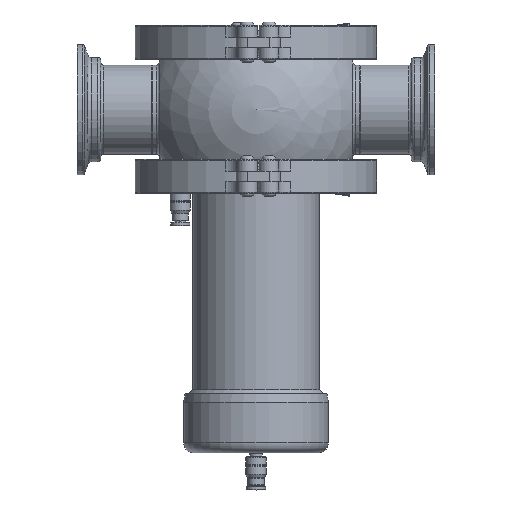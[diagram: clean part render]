
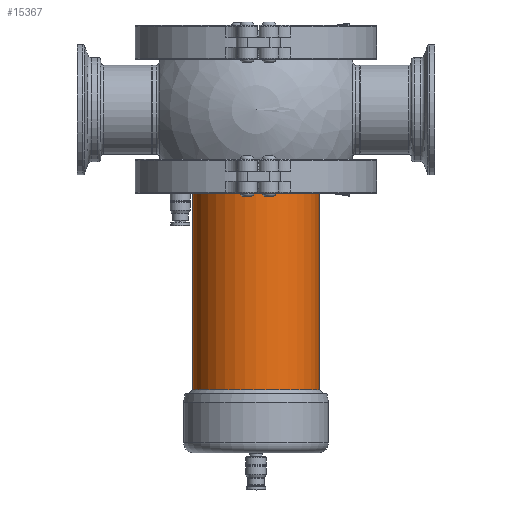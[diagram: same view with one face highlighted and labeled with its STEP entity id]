
A CAD part, top view. The second image highlights one B-rep face of the part: STEP entity #15367.
In plain terms, the highlighted cylindrical face has radius 37.5 mm (diameter 75 mm), a full revolution.
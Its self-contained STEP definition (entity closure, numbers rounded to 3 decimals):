
#1033=FACE_OUTER_BOUND('',#1851,.T.);
#1851=EDGE_LOOP('',(#9990,#9991,#9992,#9993,#9994,#9995));
#2872=CIRCLE('',#16385,37.5);
#2873=CIRCLE('',#16386,37.5);
#2874=CIRCLE('',#16387,37.5);
#2875=CIRCLE('',#16388,37.5);
#4142=LINE('',#23964,#4854);
#4854=VECTOR('',#18899,37.5);
#5670=VERTEX_POINT('',#23959);
#5671=VERTEX_POINT('',#23960);
#5672=VERTEX_POINT('',#23963);
#5673=VERTEX_POINT('',#23965);
#7348=EDGE_CURVE('',#5670,#5671,#2872,.T.);
#7349=EDGE_CURVE('',#5671,#5670,#2873,.T.);
#7350=EDGE_CURVE('',#5671,#5672,#4142,.T.);
#7351=EDGE_CURVE('',#5673,#5672,#2874,.T.);
#7352=EDGE_CURVE('',#5672,#5673,#2875,.T.);
#9990=ORIENTED_EDGE('',*,*,#7348,.F.);
#9991=ORIENTED_EDGE('',*,*,#7349,.F.);
#9992=ORIENTED_EDGE('',*,*,#7350,.T.);
#9993=ORIENTED_EDGE('',*,*,#7351,.F.);
#9994=ORIENTED_EDGE('',*,*,#7352,.F.);
#9995=ORIENTED_EDGE('',*,*,#7350,.F.);
#14209=CYLINDRICAL_SURFACE('',#16384,37.5);
#15367=ADVANCED_FACE('',(#1033),#14209,.T.);
#16384=AXIS2_PLACEMENT_3D('',#23958,#18893,#18894);
#16385=AXIS2_PLACEMENT_3D('',#23961,#18895,#18896);
#16386=AXIS2_PLACEMENT_3D('',#23962,#18897,#18898);
#16387=AXIS2_PLACEMENT_3D('',#23966,#18900,#18901);
#16388=AXIS2_PLACEMENT_3D('',#23967,#18902,#18903);
#18893=DIRECTION('center_axis',(0.,-1.,0.));
#18894=DIRECTION('ref_axis',(1.,0.,-0.003));
#18895=DIRECTION('center_axis',(0.,-1.,0.));
#18896=DIRECTION('ref_axis',(0.003,0.,1.));
#18897=DIRECTION('center_axis',(0.,-1.,0.));
#18898=DIRECTION('ref_axis',(0.003,0.,1.));
#18899=DIRECTION('',(0.,1.,0.));
#18900=DIRECTION('center_axis',(0.,1.,0.));
#18901=DIRECTION('ref_axis',(1.,0.,-0.003));
#18902=DIRECTION('center_axis',(0.,1.,0.));
#18903=DIRECTION('ref_axis',(1.,0.,-0.003));
#23958=CARTESIAN_POINT('Origin',(0.,-108.05,0.));
#23959=CARTESIAN_POINT('',(37.5,-166.3,-0.13));
#23960=CARTESIAN_POINT('',(-37.5,-166.3,0.13));
#23961=CARTESIAN_POINT('Origin',(0.,-166.3,0.));
#23962=CARTESIAN_POINT('Origin',(0.,-166.3,0.));
#23963=CARTESIAN_POINT('',(-37.5,-49.8,0.13));
#23964=CARTESIAN_POINT('',(-37.5,-108.05,0.13));
#23965=CARTESIAN_POINT('',(37.5,-49.8,-0.13));
#23966=CARTESIAN_POINT('Origin',(0.,-49.8,
0.));
#23967=CARTESIAN_POINT('Origin',(0.,-49.8,
0.));
